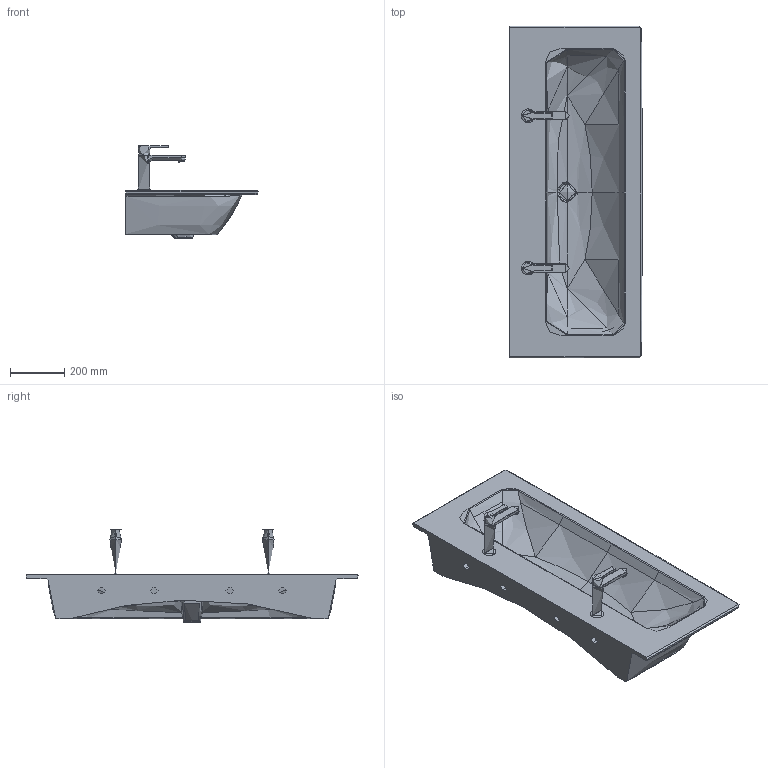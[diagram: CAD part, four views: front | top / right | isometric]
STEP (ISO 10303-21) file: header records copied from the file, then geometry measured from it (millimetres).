
FILE_DESCRIPTION(/* description */ (''),/* implementation_level */ '2;1');
FILE_NAME(/* name */ '236112_2HL',/* time_stamp */ '2020-11-13T14:59:12+01:00',/* author */ (''),/* organization */ (''),/* preprocessor_version */ 'ST-DEVELOPER v15',/* originating_system */ '',/* authorisation */ '');
FILE_SCHEMA (('AUTOMOTIVE_DESIGN'));
Length unit declared in the file: millimetre
Products named in the file (1): Document
Bounding box: 488.9 x 1229.45 x 344.02 mm (x, y, z)
Volume: 25283906.4 mm3; surface area: 2070676.2 mm2
Topology: 5 solids, 5 shells, 541 faces, 1307 edges, 771 vertices
Faces by surface type: bspline 453, plane 88
Entity records: 95082 total; most frequent: CARTESIAN_POINT 87429, ORIENTED_EDGE 2590, EDGE_CURVE 1295, B_SPLINE_CURVE_WITH_KNOTS 819, VERTEX_POINT 771, EDGE_LOOP 560, ADVANCED_FACE 541, FACE_OUTER_BOUND 541
